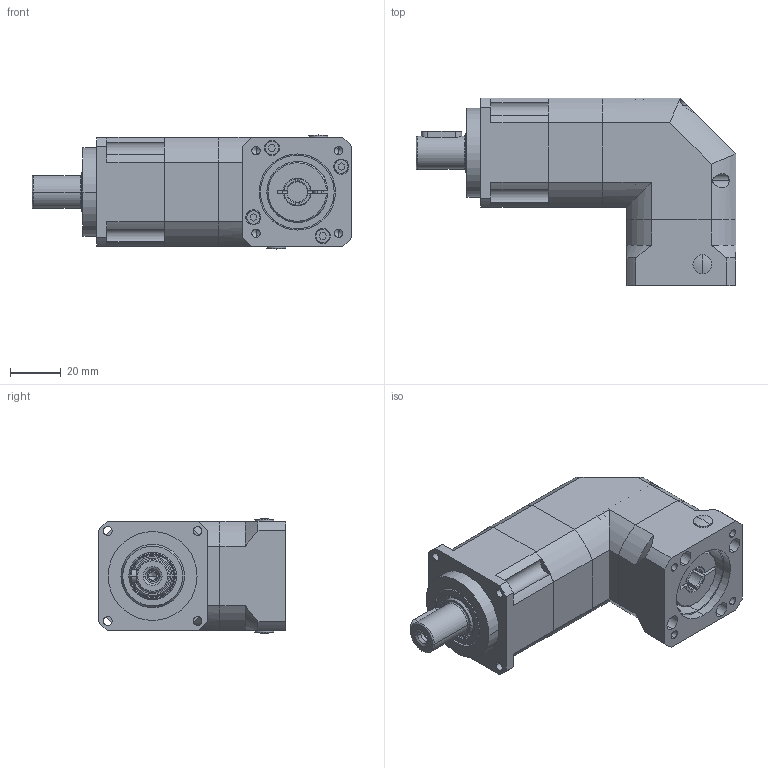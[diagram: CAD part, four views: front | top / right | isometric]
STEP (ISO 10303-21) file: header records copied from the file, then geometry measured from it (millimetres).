
FILE_DESCRIPTION (( 'STEP AP203' ), '1' );
FILE_NAME ('PHFZ042-L2-8-30-46-M4.STEP', '2020-06-27T06:09:40', ( 'ylmfeng' ), ( 'ylmfeng.com' ), 'SwSTEP 2.0', 'SolidWorks 2014', '' );
FILE_SCHEMA (( 'CONFIG_CONTROL_DESIGN' ));
Length unit declared in the file: millimetre
Products named in the file (1): PHFZ042-L2-8-30-46-M4
Bounding box: 126 x 74 x 45.3 mm (x, y, z)
Volume: 208853.1 mm3; surface area: 49609.3 mm2
Topology: 20 solids, 20 shells, 569 faces, 1406 edges, 889 vertices
Faces by surface type: plane 226, cylinder 198, cone 93, torus 36, bspline 16
Entity records: 17833 total; most frequent: CARTESIAN_POINT 4204, DIRECTION 2896, ORIENTED_EDGE 2768, EDGE_CURVE 1384, AXIS2_PLACEMENT_3D 1117, VERTEX_POINT 889, LINE 662, VECTOR 662
